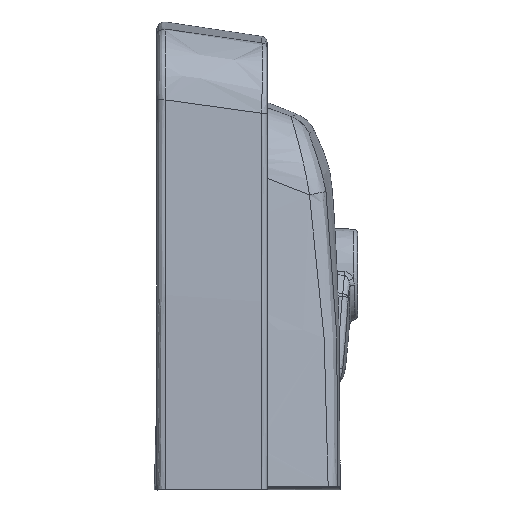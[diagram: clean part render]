
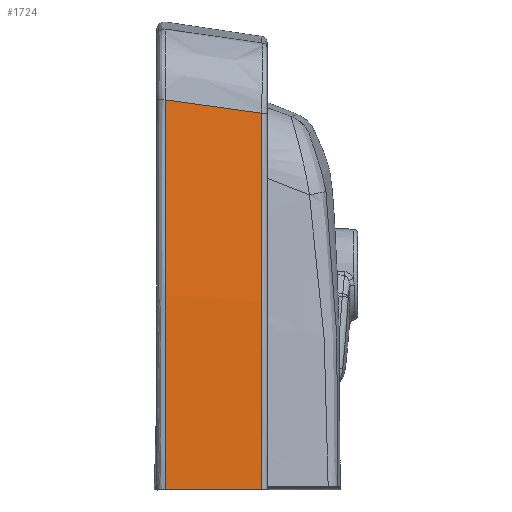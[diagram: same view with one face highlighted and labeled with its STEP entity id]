
A CAD part, left-side view. The second image highlights one B-rep face of the part: STEP entity #1724.
In plain terms, the highlighted free-form (B-spline) face has degree [3, 5] with [4, 10] control points.
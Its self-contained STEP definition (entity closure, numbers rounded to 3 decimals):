
#444=B_SPLINE_SURFACE_WITH_KNOTS('',3,5,((#21556,#21557,#21558,#21559,#21560,
#21561,#21562,#21563,#21564,#21565),(#21566,#21567,#21568,#21569,#21570,
#21571,#21572,#21573,#21574,#21575),(#21576,#21577,#21578,#21579,#21580,
#21581,#21582,#21583,#21584,#21585),(#21586,#21587,#21588,#21589,#21590,
#21591,#21592,#21593,#21594,#21595)),.UNSPECIFIED.,.F.,.F.,.F.,(4,4),(6,
4,6),(0.,1.),(0.,0.891,1.),.UNSPECIFIED.);
#763=FACE_OUTER_BOUND('',#2087,.T.);
#1092=B_SPLINE_CURVE_WITH_KNOTS('',3,(#14839,#14840,#14841,#14842),
 .UNSPECIFIED.,.F.,.F.,(4,4),(0.,1.),.UNSPECIFIED.);
#1336=B_SPLINE_CURVE_WITH_KNOTS('',5,(#21457,#21458,#21459,#21460,#21461,
#21462),.UNSPECIFIED.,.F.,.F.,(6,6),(0.,1.),.UNSPECIFIED.);
#1344=B_SPLINE_CURVE_WITH_KNOTS('',3,(#21543,#21544,#21545,#21546),
 .UNSPECIFIED.,.F.,.F.,(4,4),(0.,1.),.UNSPECIFIED.);
#1345=B_SPLINE_CURVE_WITH_KNOTS('',3,(#21548,#21549,#21550,#21551,#21552,
#21553,#21554,#21555),.UNSPECIFIED.,.F.,.F.,(4,2,2,4),(0.,0.5,0.75,1.),
 .UNSPECIFIED.);
#1724=ADVANCED_FACE('',(#763),#444,.T.);
#2087=EDGE_LOOP('',(#3606,#3607,#3608,#3609));
#3606=ORIENTED_EDGE('',*,*,#5051,.F.);
#3607=ORIENTED_EDGE('',*,*,#5052,.F.);
#3608=ORIENTED_EDGE('',*,*,#5043,.T.);
#3609=ORIENTED_EDGE('',*,*,#4725,.T.);
#4077=VERTEX_POINT('',#14746);
#4079=VERTEX_POINT('',#14834);
#4250=VERTEX_POINT('',#21463);
#4256=VERTEX_POINT('',#21547);
#4725=EDGE_CURVE('',#4079,#4077,#1092,.T.);
#5043=EDGE_CURVE('',#4250,#4079,#1336,.T.);
#5051=EDGE_CURVE('',#4256,#4077,#1344,.T.);
#5052=EDGE_CURVE('',#4250,#4256,#1345,.T.);
#14746=CARTESIAN_POINT('',(-238.396,-82.796,297.402));
#14834=CARTESIAN_POINT('',(-237.906,-82.796,0.));
#14839=CARTESIAN_POINT('',(-237.906,-82.796,0.));
#14840=CARTESIAN_POINT('',(-241.166,-82.794,99.1));
#14841=CARTESIAN_POINT('',(-241.33,-82.794,198.291));
#14842=CARTESIAN_POINT('',(-238.396,-82.796,297.402));
#21457=CARTESIAN_POINT('',(-247.425,-6.562,0.));
#21458=CARTESIAN_POINT('',(-246.076,-21.773,0.));
#21459=CARTESIAN_POINT('',(-244.445,-37.073,0.));
#21460=CARTESIAN_POINT('',(-242.54,-52.347,0.));
#21461=CARTESIAN_POINT('',(-240.361,-67.585,0.));
#21462=CARTESIAN_POINT('',(-237.906,-82.796,0.));
#21463=CARTESIAN_POINT('',(-247.425,-6.562,0.));
#21543=CARTESIAN_POINT('',(-247.59,-6.565,307.958));
#21544=CARTESIAN_POINT('',(-245.388,-32.215,305.64));
#21545=CARTESIAN_POINT('',(-242.31,-57.676,302.095));
#21546=CARTESIAN_POINT('',(-238.396,-82.796,297.402));
#21547=CARTESIAN_POINT('',(-247.59,-6.565,307.958));
#21548=CARTESIAN_POINT('',(-247.425,-6.562,0.));
#21549=CARTESIAN_POINT('',(-249.097,-6.561,51.31));
#21550=CARTESIAN_POINT('',(-249.948,-6.561,102.646));
#21551=CARTESIAN_POINT('',(-249.989,-6.561,179.644));
#21552=CARTESIAN_POINT('',(-249.797,-6.561,205.31));
#21553=CARTESIAN_POINT('',(-249.002,-6.561,256.64));
#21554=CARTESIAN_POINT('',(-248.401,-6.532,282.302));
#21555=CARTESIAN_POINT('',(-247.59,-6.565,307.958));
#21556=CARTESIAN_POINT('',(-246.189,0.,360.945));
#21557=CARTESIAN_POINT('',(-244.781,-17.078,360.945));
#21558=CARTESIAN_POINT('',(-242.996,-34.439,360.945));
#21559=CARTESIAN_POINT('',(-240.859,-51.762,360.945));
#21560=CARTESIAN_POINT('',(-238.369,-69.035,360.945));
#21561=CARTESIAN_POINT('',(-235.172,-88.4,360.945));
#21562=CARTESIAN_POINT('',(-234.824,-90.506,360.945));
#21563=CARTESIAN_POINT('',(-234.476,-92.612,360.945));
#21564=CARTESIAN_POINT('',(-234.129,-94.719,360.945));
#21565=CARTESIAN_POINT('',(-233.781,-96.825,360.945));
#21566=CARTESIAN_POINT('',(-251.78,0.,229.527));
#21567=CARTESIAN_POINT('',(-250.33,-17.592,229.527));
#21568=CARTESIAN_POINT('',(-248.533,-35.065,229.527));
#21569=CARTESIAN_POINT('',(-246.382,-52.5,229.527));
#21570=CARTESIAN_POINT('',(-243.876,-69.887,229.527));
#21571=CARTESIAN_POINT('',(-240.669,-89.315,229.527));
#21572=CARTESIAN_POINT('',(-240.32,-91.428,229.527));
#21573=CARTESIAN_POINT('',(-239.971,-93.541,229.527));
#21574=CARTESIAN_POINT('',(-239.622,-95.654,229.527));
#21575=CARTESIAN_POINT('',(-239.273,-97.767,229.527));
#21576=CARTESIAN_POINT('',(-251.979,0.,98.11));
#21577=CARTESIAN_POINT('',(-250.527,-17.61,98.11));
#21578=CARTESIAN_POINT('',(-248.73,-35.088,98.11));
#21579=CARTESIAN_POINT('',(-246.579,-52.527,98.11));
#21580=CARTESIAN_POINT('',(-244.072,-69.917,98.11));
#21581=CARTESIAN_POINT('',(-240.864,-89.347,98.11));
#21582=CARTESIAN_POINT('',(-240.515,-91.461,98.11));
#21583=CARTESIAN_POINT('',(-240.166,-93.574,98.11));
#21584=CARTESIAN_POINT('',(-239.817,-95.687,98.11));
#21585=CARTESIAN_POINT('',(-239.468,-97.8,98.11));
#21586=CARTESIAN_POINT('',(-246.786,0.,-33.308));
#21587=CARTESIAN_POINT('',(-245.373,-17.133,-33.308));
#21588=CARTESIAN_POINT('',(-243.587,-34.506,-33.308));
#21589=CARTESIAN_POINT('',(-241.448,-51.84,-33.308));
#21590=CARTESIAN_POINT('',(-238.957,-69.126,-33.308));
#21591=CARTESIAN_POINT('',(-235.758,-88.498,-33.308));
#21592=CARTESIAN_POINT('',(-235.41,-90.605,-33.308));
#21593=CARTESIAN_POINT('',(-235.062,-92.711,-33.308));
#21594=CARTESIAN_POINT('',(-234.715,-94.818,-33.308));
#21595=CARTESIAN_POINT('',(-234.367,-96.925,-33.308));
